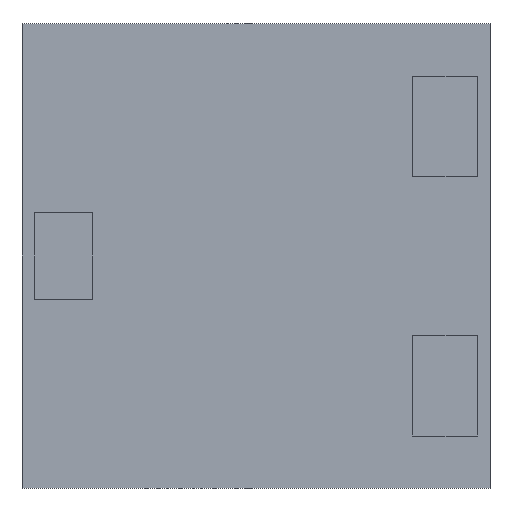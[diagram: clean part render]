
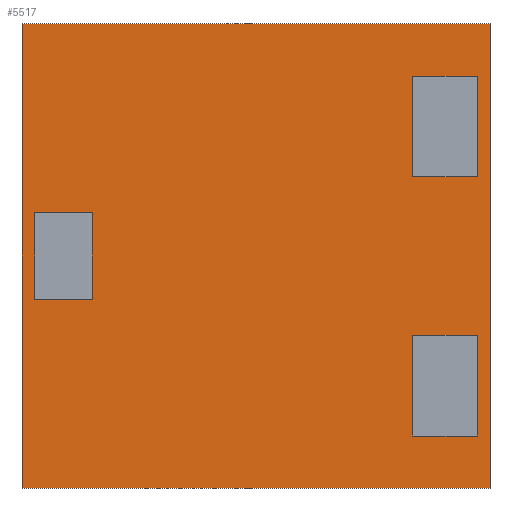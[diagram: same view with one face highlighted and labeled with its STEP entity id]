
A CAD part, front view. The second image highlights one B-rep face of the part: STEP entity #5517.
In plain terms, the highlighted planar face has unit normal (0, -1, 0).
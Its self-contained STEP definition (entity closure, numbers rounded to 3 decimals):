
#358 = ORIENTED_EDGE ( 'NONE', *, *, #10643, .F. ) ;
#686 = LINE ( 'NONE', #21617, #8182 ) ;
#1003 = CARTESIAN_POINT ( 'NONE',  ( -6.15, 0., -1.2 ) ) ;
#1245 = CARTESIAN_POINT ( 'NONE',  ( 6.15, 0., -2.2 ) ) ;
#1284 = CARTESIAN_POINT ( 'NONE',  ( 6.15, 0., 2.2 ) ) ;
#1498 = LINE ( 'NONE', #6449, #1786 ) ;
#1528 = CARTESIAN_POINT ( 'NONE',  ( 6.5, 0., -6.45 ) ) ;
#1554 = EDGE_LOOP ( 'NONE', ( #2386, #20208, #22104, #2152 ) ) ;
#1667 = CARTESIAN_POINT ( 'NONE',  ( 4.35, 0., 2.2 ) ) ;
#1746 = ORIENTED_EDGE ( 'NONE', *, *, #7556, .F. ) ;
#1786 = VECTOR ( 'NONE', #20601, 1000. ) ;
#1891 = LINE ( 'NONE', #14449, #7111 ) ;
#2152 = ORIENTED_EDGE ( 'NONE', *, *, #5008, .F. ) ;
#2196 = CARTESIAN_POINT ( 'NONE',  ( 4.35, 0., -5. ) ) ;
#2386 = ORIENTED_EDGE ( 'NONE', *, *, #3811, .F. ) ;
#2709 = VECTOR ( 'NONE', #15902, 1000. ) ;
#3064 = VERTEX_POINT ( 'NONE', #11082 ) ;
#3107 = VERTEX_POINT ( 'NONE', #18881 ) ;
#3358 = DIRECTION ( 'NONE',  ( 0., 0., 1. ) ) ;
#3368 = CARTESIAN_POINT ( 'NONE',  ( -6.15, 0., -1.2 ) ) ;
#3643 = EDGE_LOOP ( 'NONE', ( #18347, #6888, #10774, #13932 ) ) ;
#3811 = EDGE_CURVE ( 'NONE', #3064, #13796, #13833, .T. ) ;
#3821 = CARTESIAN_POINT ( 'NONE',  ( 4.35, 0., -2.2 ) ) ;
#3928 = CARTESIAN_POINT ( 'NONE',  ( 4.35, 0., -2.2 ) ) ;
#4074 = EDGE_LOOP ( 'NONE', ( #18576, #7597, #11455, #1746 ) ) ;
#4295 = CARTESIAN_POINT ( 'NONE',  ( -6.15, 0., -1.2 ) ) ;
#4611 = LINE ( 'NONE', #22452, #18528 ) ;
#4848 = VECTOR ( 'NONE', #5116, 1000. ) ;
#4906 = EDGE_CURVE ( 'NONE', #15120, #5776, #686, .T. ) ;
#4973 = CARTESIAN_POINT ( 'NONE',  ( 6.15, 0., 2.2 ) ) ;
#4996 = EDGE_CURVE ( 'NONE', #5776, #3107, #17098, .T. ) ;
#5008 = EDGE_CURVE ( 'NONE', #13796, #17290, #19045, .T. ) ;
#5065 = CARTESIAN_POINT ( 'NONE',  ( 4.35, 0., 5. ) ) ;
#5073 = VECTOR ( 'NONE', #20427, 1000. ) ;
#5116 = DIRECTION ( 'NONE',  ( 0., 0., 1. ) ) ;
#5129 = VERTEX_POINT ( 'NONE', #6757 ) ;
#5386 = CARTESIAN_POINT ( 'NONE',  ( -6.5, 0., 6.45 ) ) ;
#5398 = CARTESIAN_POINT ( 'NONE',  ( -6.15, 0., 1.2 ) ) ;
#5517 = ADVANCED_FACE ( 'NONE', ( #7840, #10955, #16473, #19932 ), #18432, .F. ) ;
#5529 = CARTESIAN_POINT ( 'NONE',  ( 4.35, 0., -2.2 ) ) ;
#5716 = VERTEX_POINT ( 'NONE', #5398 ) ;
#5776 = VERTEX_POINT ( 'NONE', #10575 ) ;
#6007 = EDGE_LOOP ( 'NONE', ( #18789, #15552, #16840, #358 ) ) ;
#6449 = CARTESIAN_POINT ( 'NONE',  ( -6.5, 0., -6.45 ) ) ;
#6743 = CARTESIAN_POINT ( 'NONE',  ( 4.35, 0., 2.2 ) ) ;
#6757 = CARTESIAN_POINT ( 'NONE',  ( -4.55, 0., -1.2 ) ) ;
#6888 = ORIENTED_EDGE ( 'NONE', *, *, #20903, .F. ) ;
#7036 = VECTOR ( 'NONE', #13780, 1000. ) ;
#7111 = VECTOR ( 'NONE', #10982, 1000. ) ;
#7378 = LINE ( 'NONE', #5529, #17957 ) ;
#7484 = VERTEX_POINT ( 'NONE', #16647 ) ;
#7556 = EDGE_CURVE ( 'NONE', #5716, #10753, #8646, .T. ) ;
#7597 = ORIENTED_EDGE ( 'NONE', *, *, #17467, .F. ) ;
#7840 = FACE_BOUND ( 'NONE', #3643, .T. ) ;
#8126 = DIRECTION ( 'NONE',  ( 1., 0., 0. ) ) ;
#8182 = VECTOR ( 'NONE', #8126, 1000. ) ;
#8646 = LINE ( 'NONE', #3368, #9279 ) ;
#8987 = LINE ( 'NONE', #3928, #2709 ) ;
#9279 = VECTOR ( 'NONE', #15054, 1000. ) ;
#9428 = CARTESIAN_POINT ( 'NONE',  ( 6.5, 0., -6.45 ) ) ;
#9607 = AXIS2_PLACEMENT_3D ( 'NONE', #14648, #17975, #20158 ) ;
#9802 = CARTESIAN_POINT ( 'NONE',  ( 6.5, 0., 6.45 ) ) ;
#9929 = LINE ( 'NONE', #1528, #11388 ) ;
#10144 = EDGE_CURVE ( 'NONE', #17290, #19522, #17313, .T. ) ;
#10407 = VERTEX_POINT ( 'NONE', #3821 ) ;
#10575 = CARTESIAN_POINT ( 'NONE',  ( 6.15, 0., -5. ) ) ;
#10643 = EDGE_CURVE ( 'NONE', #22687, #11914, #1891, .T. ) ;
#10753 = VERTEX_POINT ( 'NONE', #4295 ) ;
#10774 = ORIENTED_EDGE ( 'NONE', *, *, #4996, .F. ) ;
#10905 = EDGE_CURVE ( 'NONE', #19522, #3064, #20748, .T. ) ;
#10955 = FACE_BOUND ( 'NONE', #4074, .T. ) ;
#10982 = DIRECTION ( 'NONE',  ( -1., 0., 0. ) ) ;
#11082 = CARTESIAN_POINT ( 'NONE',  ( 6.15, 0., 5. ) ) ;
#11350 = EDGE_CURVE ( 'NONE', #10407, #15120, #8987, .T. ) ;
#11388 = VECTOR ( 'NONE', #22482, 1000. ) ;
#11455 = ORIENTED_EDGE ( 'NONE', *, *, #20466, .F. ) ;
#11523 = DIRECTION ( 'NONE',  ( -1., 0., 0. ) ) ;
#11914 = VERTEX_POINT ( 'NONE', #19309 ) ;
#12453 = DIRECTION ( 'NONE',  ( -1., 0., 0. ) ) ;
#12756 = EDGE_CURVE ( 'NONE', #7484, #5716, #4611, .T. ) ;
#13160 = VECTOR ( 'NONE', #22564, 1000. ) ;
#13628 = LINE ( 'NONE', #20636, #20478 ) ;
#13780 = DIRECTION ( 'NONE',  ( 0., 0., -1. ) ) ;
#13796 = VERTEX_POINT ( 'NONE', #19360 ) ;
#13833 = LINE ( 'NONE', #5065, #20320 ) ;
#13932 = ORIENTED_EDGE ( 'NONE', *, *, #4906, .F. ) ;
#14449 = CARTESIAN_POINT ( 'NONE',  ( -6.5, 0., -6.45 ) ) ;
#14452 = CARTESIAN_POINT ( 'NONE',  ( 4.35, 0., 2.2 ) ) ;
#14648 = CARTESIAN_POINT ( 'NONE',  ( 0., 0., 0. ) ) ;
#15054 = DIRECTION ( 'NONE',  ( 0., 0., -1. ) ) ;
#15120 = VERTEX_POINT ( 'NONE', #2196 ) ;
#15535 = LINE ( 'NONE', #5386, #13160 ) ;
#15552 = ORIENTED_EDGE ( 'NONE', *, *, #18678, .F. ) ;
#15626 = VERTEX_POINT ( 'NONE', #17103 ) ;
#15902 = DIRECTION ( 'NONE',  ( 0., 0., -1. ) ) ;
#16292 = VECTOR ( 'NONE', #22740, 1000. ) ;
#16473 = FACE_BOUND ( 'NONE', #1554, .T. ) ;
#16647 = CARTESIAN_POINT ( 'NONE',  ( -4.55, 0., 1.2 ) ) ;
#16653 = VECTOR ( 'NONE', #3358, 1000. ) ;
#16739 = LINE ( 'NONE', #1003, #5073 ) ;
#16770 = VERTEX_POINT ( 'NONE', #9802 ) ;
#16840 = ORIENTED_EDGE ( 'NONE', *, *, #21040, .F. ) ;
#17098 = LINE ( 'NONE', #1245, #4848 ) ;
#17103 = CARTESIAN_POINT ( 'NONE',  ( -6.5, 0., 6.45 ) ) ;
#17272 = DIRECTION ( 'NONE',  ( -1., 0., 0. ) ) ;
#17290 = VERTEX_POINT ( 'NONE', #14452 ) ;
#17313 = LINE ( 'NONE', #1667, #16292 ) ;
#17467 = EDGE_CURVE ( 'NONE', #5129, #7484, #13628, .T. ) ;
#17957 = VECTOR ( 'NONE', #12453, 1000. ) ;
#17975 = DIRECTION ( 'NONE',  ( 0., 1., 0. ) ) ;
#18347 = ORIENTED_EDGE ( 'NONE', *, *, #11350, .F. ) ;
#18432 = PLANE ( 'NONE',  #9607 ) ;
#18528 = VECTOR ( 'NONE', #11523, 1000. ) ;
#18576 = ORIENTED_EDGE ( 'NONE', *, *, #12756, .F. ) ;
#18678 = EDGE_CURVE ( 'NONE', #15626, #16770, #15535, .T. ) ;
#18789 = ORIENTED_EDGE ( 'NONE', *, *, #21673, .F. ) ;
#18881 = CARTESIAN_POINT ( 'NONE',  ( 6.15, 0., -2.2 ) ) ;
#19045 = LINE ( 'NONE', #6743, #7036 ) ;
#19234 = DIRECTION ( 'NONE',  ( 0., 0., 1. ) ) ;
#19309 = CARTESIAN_POINT ( 'NONE',  ( -6.5, 0., -6.45 ) ) ;
#19360 = CARTESIAN_POINT ( 'NONE',  ( 4.35, 0., 5. ) ) ;
#19522 = VERTEX_POINT ( 'NONE', #1284 ) ;
#19932 = FACE_OUTER_BOUND ( 'NONE', #6007, .T. ) ;
#20158 = DIRECTION ( 'NONE',  ( 1., 0., 0. ) ) ;
#20208 = ORIENTED_EDGE ( 'NONE', *, *, #10905, .F. ) ;
#20320 = VECTOR ( 'NONE', #17272, 1000. ) ;
#20427 = DIRECTION ( 'NONE',  ( 1., 0., 0. ) ) ;
#20466 = EDGE_CURVE ( 'NONE', #10753, #5129, #16739, .T. ) ;
#20478 = VECTOR ( 'NONE', #19234, 1000. ) ;
#20601 = DIRECTION ( 'NONE',  ( 0., 0., 1. ) ) ;
#20636 = CARTESIAN_POINT ( 'NONE',  ( -4.55, 0., 1.2 ) ) ;
#20748 = LINE ( 'NONE', #4973, #16653 ) ;
#20903 = EDGE_CURVE ( 'NONE', #3107, #10407, #7378, .T. ) ;
#21040 = EDGE_CURVE ( 'NONE', #11914, #15626, #1498, .T. ) ;
#21617 = CARTESIAN_POINT ( 'NONE',  ( 4.35, 0., -5. ) ) ;
#21673 = EDGE_CURVE ( 'NONE', #16770, #22687, #9929, .T. ) ;
#22104 = ORIENTED_EDGE ( 'NONE', *, *, #10144, .F. ) ;
#22452 = CARTESIAN_POINT ( 'NONE',  ( -6.15, 0., 1.2 ) ) ;
#22482 = DIRECTION ( 'NONE',  ( 0., 0., -1. ) ) ;
#22564 = DIRECTION ( 'NONE',  ( 1., 0., 0. ) ) ;
#22687 = VERTEX_POINT ( 'NONE', #9428 ) ;
#22740 = DIRECTION ( 'NONE',  ( 1., 0., 0. ) ) ;
